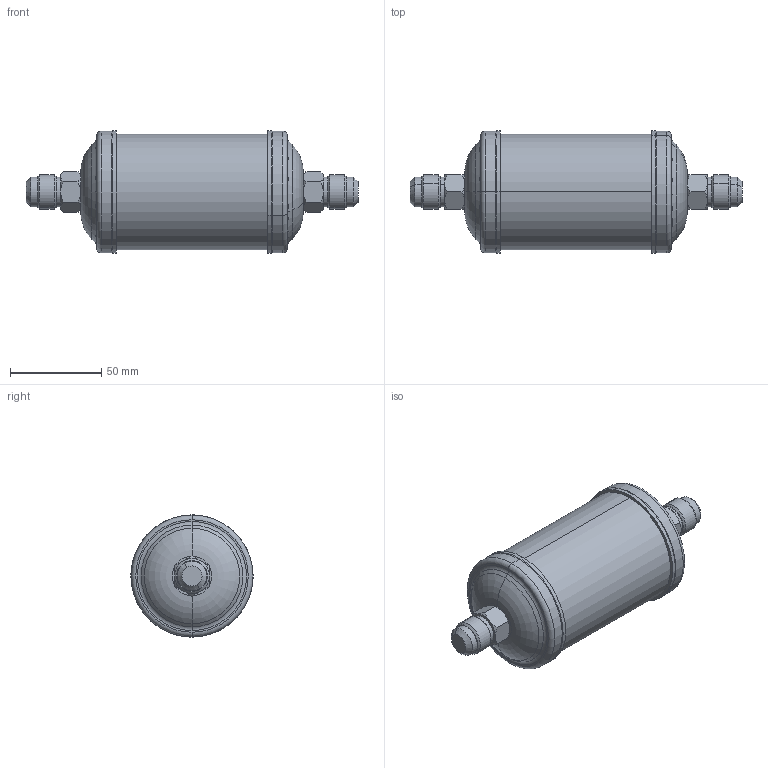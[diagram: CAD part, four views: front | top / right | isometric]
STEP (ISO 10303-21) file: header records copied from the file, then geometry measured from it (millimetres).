
FILE_DESCRIPTION (( 'STEP AP203' ), '1' );
FILE_NAME ('023B7116R - DFL 164 TW.STEP', '2022-11-11T10:18:47', ( '' ), ( '' ), 'SwSTEP 2.0', 'SolidWorks 2020', '' );
FILE_SCHEMA (( 'CONFIG_CONTROL_DESIGN' ));
Length unit declared in the file: millimetre
Products named in the file (1): 023B7116R - DFL 164 TW
Bounding box: 182 x 67 x 67 mm (x, y, z)
Volume: 384025.7 mm3; surface area: 32709.5 mm2
Topology: 1 solids, 1 shells, 104 faces, 214 edges, 124 vertices
Faces by surface type: cone 40, plane 26, cylinder 22, torus 16
Entity records: 3683 total; most frequent: CARTESIAN_POINT 1419, DIRECTION 492, ORIENTED_EDGE 428, AXIS2_PLACEMENT_3D 221, EDGE_CURVE 214, VERTEX_POINT 124, EDGE_LOOP 116, CIRCLE 116
